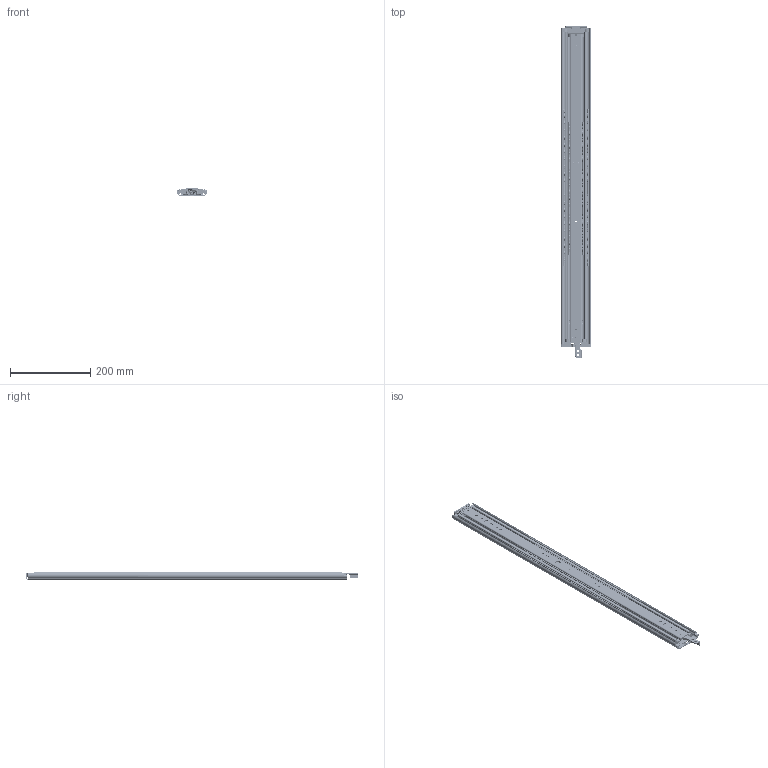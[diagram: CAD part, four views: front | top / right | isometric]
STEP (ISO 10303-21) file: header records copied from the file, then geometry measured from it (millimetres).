
FILE_DESCRIPTION(/* description */ ('TR7619 800 / 806 (19,1mm)'),/* implementation_level */ '2;1');
FILE_NAME(/* name */ '114S39.stp',/* time_stamp */ '2021-07-27T08:19:18+02:00',/* author */ ('r.groen'),/* organization */ (''),/* preprocessor_version */ 'ST-DEVELOPER v17',/* originating_system */ 'Autodesk Inventor 2018',/* authorisation */ '');
FILE_SCHEMA (('AUTOMOTIVE_DESIGN { 1 0 10303 214 3 1 1 }'));
Products named in the file (38): 114-S39; 114-S39_1; 114-S39_2; 114-S39_3; 921955; 114-S39_4; 923515; 921714; 921708; 921716_Assy; 921716; 911073; 114-S39_5; 114-S39_6; 921751; 921750; 973008; 973007; 921739; 114-S39_7; 923039; 921707; 921713; 921705_Assy; 921705; 911078; 114-S39_8; 114-S39_9; 5921953; 922128; 921953; 913053; ISO 10642 - M4x6; 913058; 921946; 922126; 973009; 114-S39_10
Assembly tree (74 placements, depth 5):
  114-S39
    114-S39_1
    114-S39_2
      114-S39_3
      921955
    114-S39_4
      923515
        921714
        921716_Assy  x8
          921716
          911073
        921708  x4
    114-S39_5
      114-S39_6
      921751
      921750
      973008
        973007
        921739
    114-S39_7
      923039
        921713  x2
        921705_Assy  x18
          921705
          911078
        921707  x4
    114-S39_8
      114-S39_9
      5921953
        922128
        921953
      913053
      ISO 10642 - M4x6  x2
      913058
      921946
      922126
      973009
      114-S39_10
Bounding box: 76.19 x 828 x 19.18 mm (x, y, z)
Volume: 562376.2 mm3; surface area: 491041.9 mm2
Topology: 131 solids, 131 shells, 10512 faces, 30141 edges, 19558 vertices
Faces by surface type: cylinder 6162, plane 3489, torus 360, bspline 277, sphere 115, cone 109
Full cylindrical faces by diameter (mm): 1.3 x3, 3 x3, 3.5 x1, 4 x3, 4.5 x1, 5.2 x8, 5.5 x2, 5.8 x1, 6.5 x1, 6.6 x9, 6.7 x1, 7 x1, 7.8 x1, 8 x3, 8.1 x36, 9.2 x40, 13.5 x1, 15 x2
Entity records: 113446 total; most frequent: CARTESIAN_POINT 31855, ORIENTED_EDGE 17204, DIRECTION 16835, EDGE_CURVE 8602, AXIS2_PLACEMENT_3D 6227, VERTEX_POINT 5450, LINE 4381, VECTOR 4381
